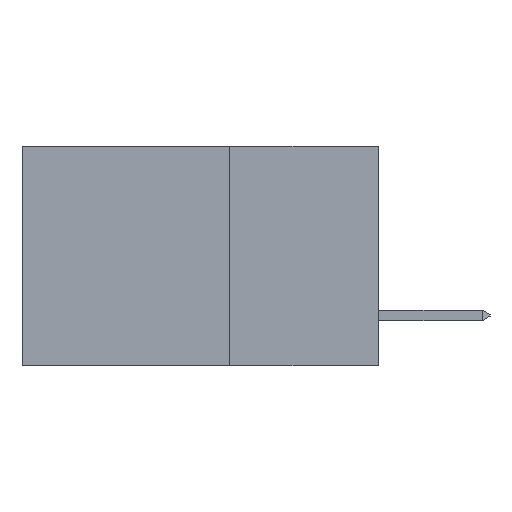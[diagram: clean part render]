
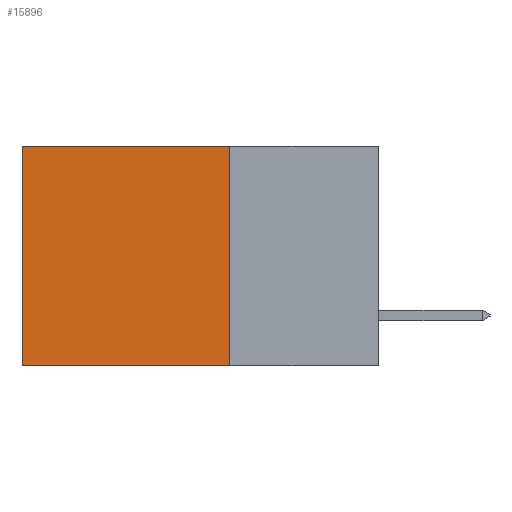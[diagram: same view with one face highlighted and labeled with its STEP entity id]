
A CAD part, left-side view. The second image highlights one B-rep face of the part: STEP entity #15896.
In plain terms, the highlighted planar face has unit normal (-1, 0, 0).
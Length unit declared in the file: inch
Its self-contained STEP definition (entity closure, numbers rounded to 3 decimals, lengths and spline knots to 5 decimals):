
#172 = DIRECTION ( 'NONE',  ( 0., 1., 0. ) ) ;
#210 = ORIENTED_EDGE ( 'NONE', *, *, #21830, .F. ) ;
#345 = VERTEX_POINT ( 'NONE', #8970 ) ;
#2472 = EDGE_CURVE ( 'NONE', #345, #15388, #5066, .T. ) ;
#2693 = EDGE_LOOP ( 'NONE', ( #18914, #19987, #210, #3896 ) ) ;
#2920 = VECTOR ( 'NONE', #19192, 39.37008 ) ;
#3118 = DIRECTION ( 'NONE',  ( 0., 0., -1. ) ) ;
#3297 = CARTESIAN_POINT ( 'NONE',  ( 0.298, 0.25, 0. ) ) ;
#3564 = VERTEX_POINT ( 'NONE', #3928 ) ;
#3896 = ORIENTED_EDGE ( 'NONE', *, *, #16525, .T. ) ;
#3928 = CARTESIAN_POINT ( 'NONE',  ( 0.298, 0.25, 0. ) ) ;
#4177 = LINE ( 'NONE', #25116, #2920 ) ;
#5066 = LINE ( 'NONE', #9709, #15890 ) ;
#5300 = DIRECTION ( 'NONE',  ( 0., 0., -1. ) ) ;
#8970 = CARTESIAN_POINT ( 'NONE',  ( 0.298, 0.6, 0. ) ) ;
#9709 = CARTESIAN_POINT ( 'NONE',  ( 0.298, 0.6, 0. ) ) ;
#10558 = FACE_OUTER_BOUND ( 'NONE', #2693, .T. ) ;
#11182 = AXIS2_PLACEMENT_3D ( 'NONE', #3297, #17596, #5300 ) ;
#11223 = VECTOR ( 'NONE', #23311, 39.37008 ) ;
#14294 = LINE ( 'NONE', #14439, #24514 ) ;
#14439 = CARTESIAN_POINT ( 'NONE',  ( 0.298, 0.25, 0. ) ) ;
#15143 = CARTESIAN_POINT ( 'NONE',  ( 0.298, 0.25, -0.37 ) ) ;
#15388 = VERTEX_POINT ( 'NONE', #21450 ) ;
#15890 = VECTOR ( 'NONE', #3118, 39.37008 ) ;
#15896 = ADVANCED_FACE ( 'NONE', ( #10558 ), #25634, .F. ) ;
#16525 = EDGE_CURVE ( 'NONE', #3564, #345, #14294, .T. ) ;
#17596 = DIRECTION ( 'NONE',  ( 1., 0., 0. ) ) ;
#17731 = CARTESIAN_POINT ( 'NONE',  ( 0.298, 0.25, -0.37 ) ) ;
#17949 = LINE ( 'NONE', #15143, #11223 ) ;
#18914 = ORIENTED_EDGE ( 'NONE', *, *, #2472, .T. ) ;
#19192 = DIRECTION ( 'NONE',  ( 0., 0., -1. ) ) ;
#19987 = ORIENTED_EDGE ( 'NONE', *, *, #23315, .F. ) ;
#21450 = CARTESIAN_POINT ( 'NONE',  ( 0.298, 0.6, -0.37 ) ) ;
#21830 = EDGE_CURVE ( 'NONE', #3564, #22808, #4177, .T. ) ;
#22808 = VERTEX_POINT ( 'NONE', #17731 ) ;
#23311 = DIRECTION ( 'NONE',  ( 0., 1., 0. ) ) ;
#23315 = EDGE_CURVE ( 'NONE', #22808, #15388, #17949, .T. ) ;
#24514 = VECTOR ( 'NONE', #172, 39.37008 ) ;
#25116 = CARTESIAN_POINT ( 'NONE',  ( 0.298, 0.25, 0. ) ) ;
#25634 = PLANE ( 'NONE',  #11182 ) ;
